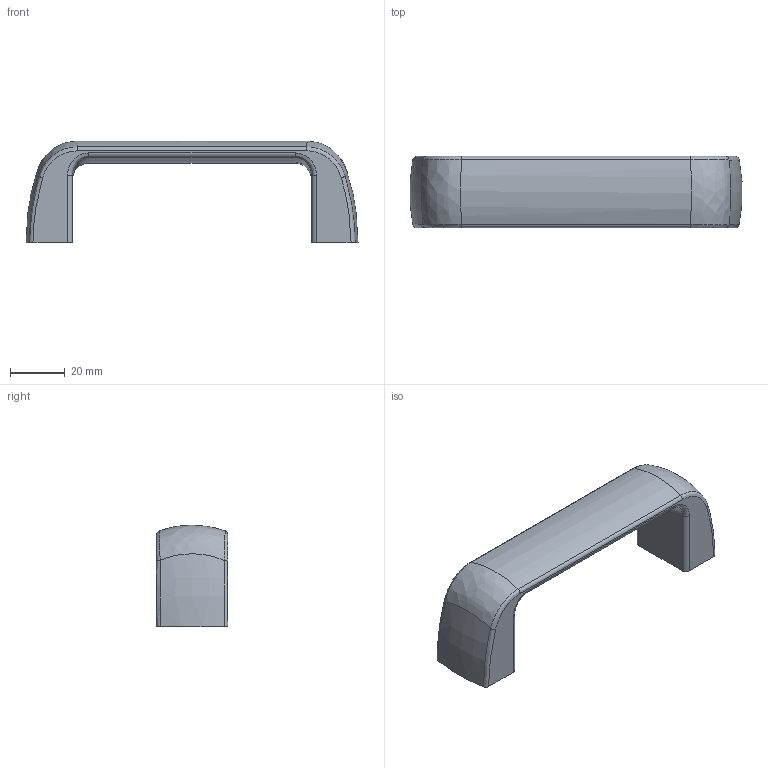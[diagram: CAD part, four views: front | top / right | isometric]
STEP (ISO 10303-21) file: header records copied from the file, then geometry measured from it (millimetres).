
FILE_DESCRIPTION(/* description */ ('File step'),/* implementation_level */ '2;1');
FILE_NAME(/* name */ '8300847',/* time_stamp */ '2022-03-17T13:59:56+01:00',/* author */ ('Zorzan D.'),/* organization */ ('Gamm Srl.'),/* preprocessor_version */ 'ST-DEVELOPER v16.7',/* originating_system */ 'Solid Edge',/* authorisation */ 'Unknown');
FILE_SCHEMA (('CONFIG_CONTROL_DESIGN'));
Length unit declared in the file: millimetre
Products named in the file (1): 8300847
Bounding box: 120.76 x 26 x 37 mm (x, y, z)
Volume: 39110.2 mm3; surface area: 11550.2 mm2
Topology: 1 solids, 1 shells, 40 faces, 96 edges, 58 vertices
Faces by surface type: bspline 14, cylinder 12, plane 6, torus 4, cone 4
Full cylindrical faces by diameter (mm): 4.976 x2
Entity records: 1871 total; most frequent: CARTESIAN_POINT 773, ORIENTED_EDGE 172, DIRECTION 140, EDGE_CURVE 86, AXIS2_PLACEMENT_3D 59, VERTEX_POINT 56, FACE_BOUND 48, EDGE_LOOP 46
